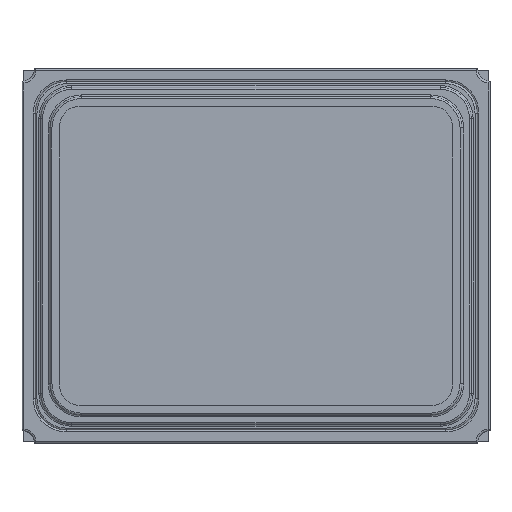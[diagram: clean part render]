
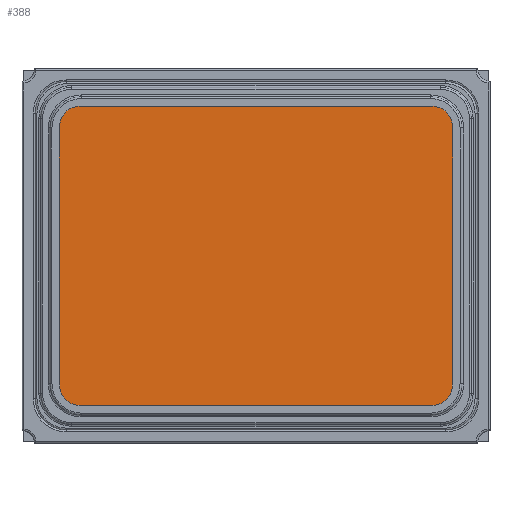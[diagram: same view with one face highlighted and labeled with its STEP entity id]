
A CAD part, top view. The second image highlights one B-rep face of the part: STEP entity #388.
In plain terms, the highlighted planar face has unit normal (0, 0, 1).
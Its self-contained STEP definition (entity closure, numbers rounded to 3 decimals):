
#198 = VERTEX_POINT('',#199);
#199 = CARTESIAN_POINT('',(1.05,-0.689,0.63));
#205 = EDGE_CURVE('',#198,#206,#208,.T.);
#206 = VERTEX_POINT('',#207);
#207 = CARTESIAN_POINT('',(1.05,0.689,0.63));
#208 = LINE('',#209,#210);
#209 = CARTESIAN_POINT('',(1.05,-0.8,0.63));
#210 = VECTOR('',#211,1.);
#211 = DIRECTION('',(0.,1.,0.));
#229 = VERTEX_POINT('',#230);
#230 = CARTESIAN_POINT('',(0.939,0.8,0.63));
#236 = EDGE_CURVE('',#206,#229,#237,.T.);
#237 = CIRCLE('',#238,0.111);
#238 = AXIS2_PLACEMENT_3D('',#239,#240,#241);
#239 = CARTESIAN_POINT('',(0.939,0.689,0.63));
#240 = DIRECTION('',(-0.,0.,1.));
#241 = DIRECTION('',(0.,-1.,0.));
#254 = EDGE_CURVE('',#255,#198,#257,.T.);
#255 = VERTEX_POINT('',#256);
#256 = CARTESIAN_POINT('',(0.939,-0.8,0.63));
#257 = CIRCLE('',#258,0.111);
#258 = AXIS2_PLACEMENT_3D('',#259,#260,#261);
#259 = CARTESIAN_POINT('',(0.939,-0.689,0.63));
#260 = DIRECTION('',(-0.,0.,1.));
#261 = DIRECTION('',(0.,-1.,0.));
#279 = EDGE_CURVE('',#229,#280,#282,.T.);
#280 = VERTEX_POINT('',#281);
#281 = CARTESIAN_POINT('',(-0.939,0.8,0.63));
#282 = LINE('',#283,#284);
#283 = CARTESIAN_POINT('',(1.05,0.8,0.63));
#284 = VECTOR('',#285,1.);
#285 = DIRECTION('',(-1.,0.,0.));
#303 = VERTEX_POINT('',#304);
#304 = CARTESIAN_POINT('',(-0.939,-0.8,0.63));
#310 = EDGE_CURVE('',#303,#255,#311,.T.);
#311 = LINE('',#312,#313);
#312 = CARTESIAN_POINT('',(-1.05,-0.8,0.63));
#313 = VECTOR('',#314,1.);
#314 = DIRECTION('',(1.,0.,0.));
#327 = EDGE_CURVE('',#328,#280,#330,.T.);
#328 = VERTEX_POINT('',#329);
#329 = CARTESIAN_POINT('',(-1.05,0.689,0.63));
#330 = CIRCLE('',#331,0.111);
#331 = AXIS2_PLACEMENT_3D('',#332,#333,#334);
#332 = CARTESIAN_POINT('',(-0.939,0.689,0.63));
#333 = DIRECTION('',(-0.,-0.,-1.));
#334 = DIRECTION('',(0.,-1.,0.));
#352 = VERTEX_POINT('',#353);
#353 = CARTESIAN_POINT('',(-1.05,-0.689,0.63));
#359 = EDGE_CURVE('',#303,#352,#360,.T.);
#360 = CIRCLE('',#361,0.111);
#361 = AXIS2_PLACEMENT_3D('',#362,#363,#364);
#362 = CARTESIAN_POINT('',(-0.939,-0.689,0.63));
#363 = DIRECTION('',(-0.,-0.,-1.));
#364 = DIRECTION('',(0.,-1.,0.));
#377 = EDGE_CURVE('',#328,#352,#378,.T.);
#378 = LINE('',#379,#380);
#379 = CARTESIAN_POINT('',(-1.05,0.8,0.63));
#380 = VECTOR('',#381,1.);
#381 = DIRECTION('',(0.,-1.,0.));
#388 = ADVANCED_FACE('',(#389),#399,.T.);
#389 = FACE_BOUND('',#390,.T.);
#390 = EDGE_LOOP('',(#391,#392,#393,#394,#395,#396,#397,#398));
#391 = ORIENTED_EDGE('',*,*,#205,.T.);
#392 = ORIENTED_EDGE('',*,*,#236,.T.);
#393 = ORIENTED_EDGE('',*,*,#279,.T.);
#394 = ORIENTED_EDGE('',*,*,#327,.F.);
#395 = ORIENTED_EDGE('',*,*,#377,.T.);
#396 = ORIENTED_EDGE('',*,*,#359,.F.);
#397 = ORIENTED_EDGE('',*,*,#310,.T.);
#398 = ORIENTED_EDGE('',*,*,#254,.T.);
#399 = PLANE('',#400);
#400 = AXIS2_PLACEMENT_3D('',#401,#402,#403);
#401 = CARTESIAN_POINT('',(0.,0.,0.63));
#402 = DIRECTION('',(0.,0.,1.));
#403 = DIRECTION('',(1.,0.,0.));
